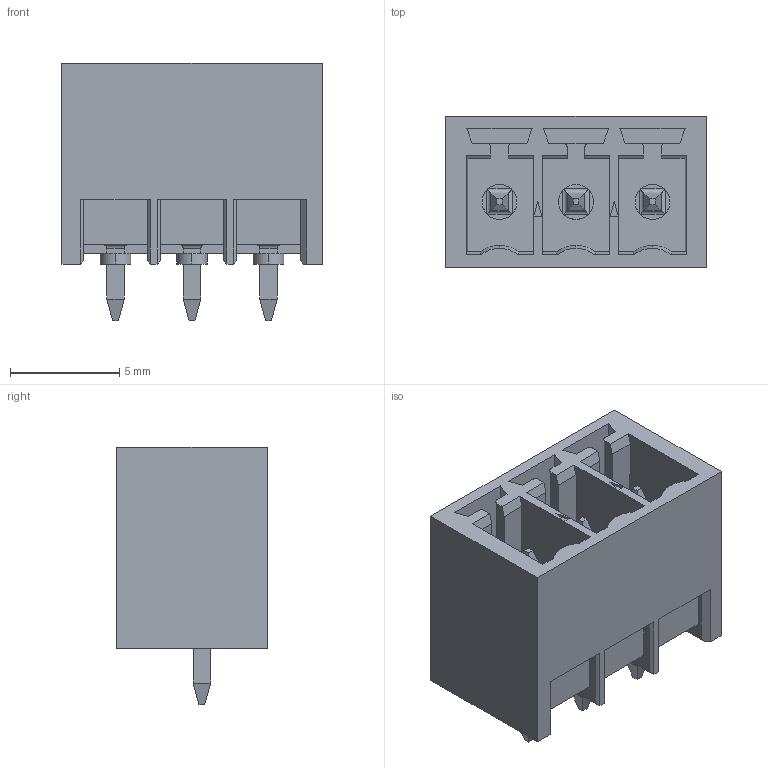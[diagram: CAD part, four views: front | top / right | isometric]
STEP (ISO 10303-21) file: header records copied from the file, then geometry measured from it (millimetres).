
FILE_DESCRIPTION(('FreeCAD Model'),'2;1');
FILE_NAME('mcv_1.5-3-g-3.5_p26_thr.step', '2020-10-02T10:57:33',('kicad StepUp'),('ksu MCAD'), 'Open CASCADE STEP processor 7.3','FreeCAD','Unknown');
FILE_SCHEMA(('AUTOMOTIVE_DESIGN { 1 0 10303 214 1 1 1 1 }'));
Length unit declared in the file: millimetre
Products named in the file (1): mcv_1.5-3-g-3.5_p26_thr
Bounding box: 11.9 x 6.9 x 11.8 mm (x, y, z)
Volume: 409.3 mm3; surface area: 1072.2 mm2
Topology: 1 solids, 1 shells, 281 faces, 712 edges, 454 vertices
Faces by surface type: plane 205, cylinder 70, cone 6
Entity records: 10605 total; most frequent: CARTESIAN_POINT 1808, ORIENTED_EDGE 1424, DIRECTION 1380, EDGE_CURVE 712, LINE 548, VECTOR 548, VERTEX_POINT 454, AXIS2_PLACEMENT_3D 416
